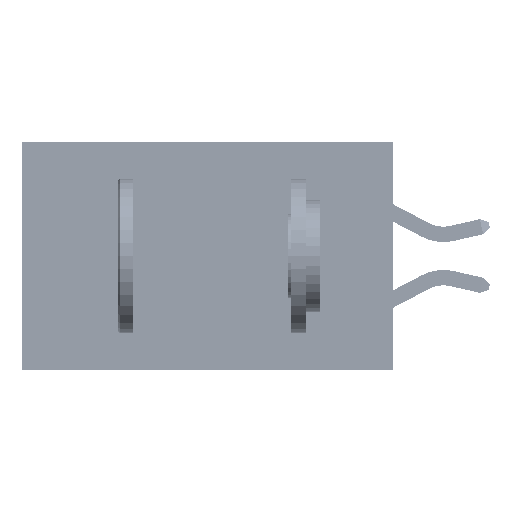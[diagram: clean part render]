
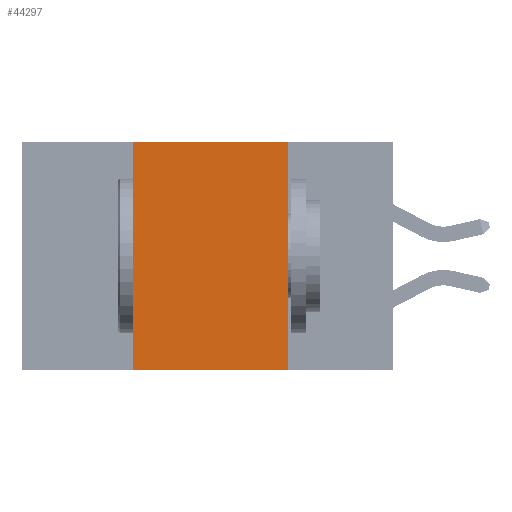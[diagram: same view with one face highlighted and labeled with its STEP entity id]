
A CAD part, left-side view. The second image highlights one B-rep face of the part: STEP entity #44297.
In plain terms, the highlighted planar face has unit normal (-1, 0, 0).
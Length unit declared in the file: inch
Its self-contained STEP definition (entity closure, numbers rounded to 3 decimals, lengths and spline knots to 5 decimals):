
#2096 = ORIENTED_EDGE ( 'NONE', *, *, #40405, .F. ) ;
#2487 = EDGE_CURVE ( 'NONE', #18509, #34485, #31186, .T. ) ;
#7079 = CARTESIAN_POINT ( 'NONE',  ( 0., 0.17, 0. ) ) ;
#10056 = LINE ( 'NONE', #10369, #45666 ) ;
#10369 = CARTESIAN_POINT ( 'NONE',  ( 0., 0.6, -0.37 ) ) ;
#11140 = ORIENTED_EDGE ( 'NONE', *, *, #46048, .T. ) ;
#11638 = CARTESIAN_POINT ( 'NONE',  ( 0., 0.6, 0. ) ) ;
#11766 = CARTESIAN_POINT ( 'NONE',  ( 0., 0.42, -0.37 ) ) ;
#11951 = VECTOR ( 'NONE', #45314, 39.37008 ) ;
#15561 = VECTOR ( 'NONE', #20070, 39.37008 ) ;
#16181 = CARTESIAN_POINT ( 'NONE',  ( 0., 0.6, 0. ) ) ;
#18238 = CARTESIAN_POINT ( 'NONE',  ( 0., 0.42, 0. ) ) ;
#18509 = VERTEX_POINT ( 'NONE', #11766 ) ;
#20070 = DIRECTION ( 'NONE',  ( 0., 0., -1. ) ) ;
#20094 = DIRECTION ( 'NONE',  ( 0., 0., -1. ) ) ;
#20842 = EDGE_CURVE ( 'NONE', #40142, #42131, #35935, .T. ) ;
#21583 = FACE_OUTER_BOUND ( 'NONE', #31208, .T. ) ;
#23354 = DIRECTION ( 'NONE',  ( 1., 0., 0. ) ) ;
#24337 = ORIENTED_EDGE ( 'NONE', *, *, #2487, .F. ) ;
#24946 = LINE ( 'NONE', #11638, #43033 ) ;
#25829 = DIRECTION ( 'NONE',  ( 0., -1., 0. ) ) ;
#31186 = LINE ( 'NONE', #41715, #11951 ) ;
#31208 = EDGE_LOOP ( 'NONE', ( #39869, #2096, #24337, #11140 ) ) ;
#32137 = CARTESIAN_POINT ( 'NONE',  ( 0., 0.17, -0.37 ) ) ;
#34485 = VERTEX_POINT ( 'NONE', #18238 ) ;
#35935 = LINE ( 'NONE', #38816, #15561 ) ;
#38507 = PLANE ( 'NONE',  #46463 ) ;
#38816 = CARTESIAN_POINT ( 'NONE',  ( 0., 0.17, 0. ) ) ;
#39869 = ORIENTED_EDGE ( 'NONE', *, *, #20842, .F. ) ;
#40142 = VERTEX_POINT ( 'NONE', #7079 ) ;
#40405 = EDGE_CURVE ( 'NONE', #34485, #40142, #24946, .T. ) ;
#41154 = DIRECTION ( 'NONE',  ( 0., -1., 0. ) ) ;
#41715 = CARTESIAN_POINT ( 'NONE',  ( 0., 0.42, 0. ) ) ;
#42131 = VERTEX_POINT ( 'NONE', #32137 ) ;
#43033 = VECTOR ( 'NONE', #25829, 39.37008 ) ;
#44297 = ADVANCED_FACE ( 'NONE', ( #21583 ), #38507, .F. ) ;
#45314 = DIRECTION ( 'NONE',  ( 0., 0., 1. ) ) ;
#45666 = VECTOR ( 'NONE', #41154, 39.37008 ) ;
#46048 = EDGE_CURVE ( 'NONE', #18509, #42131, #10056, .T. ) ;
#46463 = AXIS2_PLACEMENT_3D ( 'NONE', #16181, #23354, #20094 ) ;
